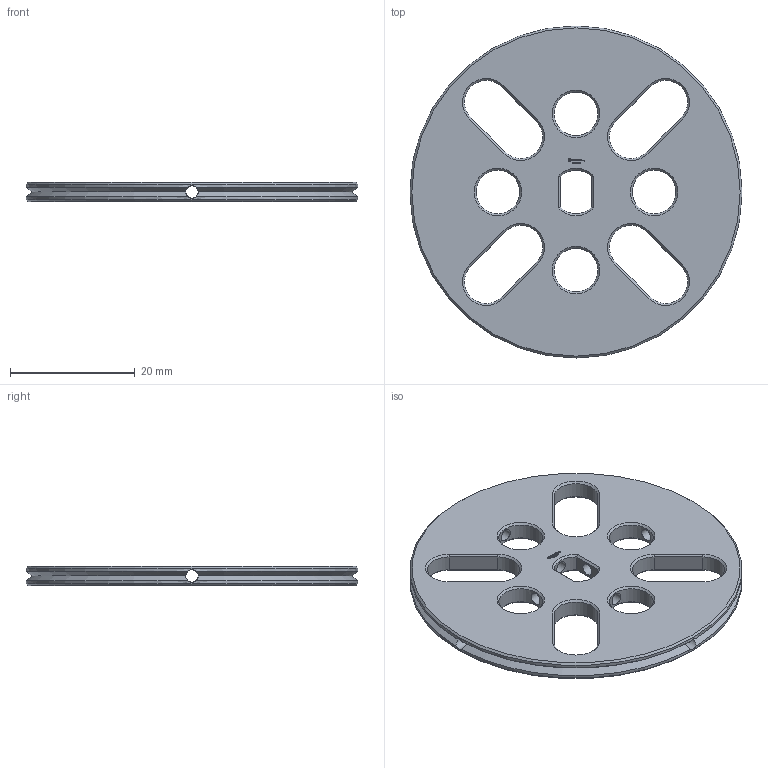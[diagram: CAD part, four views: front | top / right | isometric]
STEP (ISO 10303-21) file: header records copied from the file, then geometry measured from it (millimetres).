
FILE_DESCRIPTION(('FreeCAD Model'),'2;1');
FILE_NAME('Open CASCADE Shape Model','2023-11-13T23:59:40',(''),(''), 'Open CASCADE STEP processor 7.6','FreeCAD','Unknown');
FILE_SCHEMA(('AUTOMOTIVE_DESIGN { 1 0 10303 214 1 1 1 1 }'));
Length unit declared in the file: millimetre
Products named in the file (1): Washer FXD OCT BU04.25x00.25 - SPN-WSR-0014 (stemfie.org)
Bounding box: 53.12 x 53.12 x 3.12 mm (x, y, z)
Volume: 4812.9 mm3; surface area: 5013.4 mm2
Topology: 1 solids, 1 shells, 556 faces, 1540 edges, 1010 vertices
Faces by surface type: plane 352, extrusion 142, cone 38, cylinder 24
Full cylindrical faces by diameter (mm): 2 x8, 7 x4, 53.125 x2
Entity records: 40303 total; most frequent: CARTESIAN_POINT 10512, DIRECTION 4928, VECTOR 3920, LINE 3778, ORIENTED_EDGE 3080, PCURVE 3080, DEFINITIONAL_REPRESENTATION 3080, EDGE_CURVE 1540
